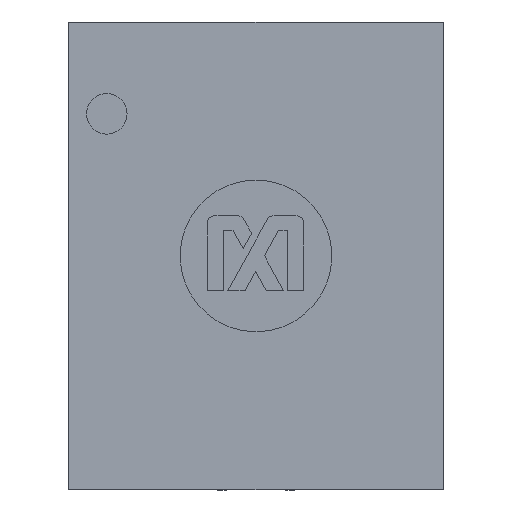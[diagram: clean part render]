
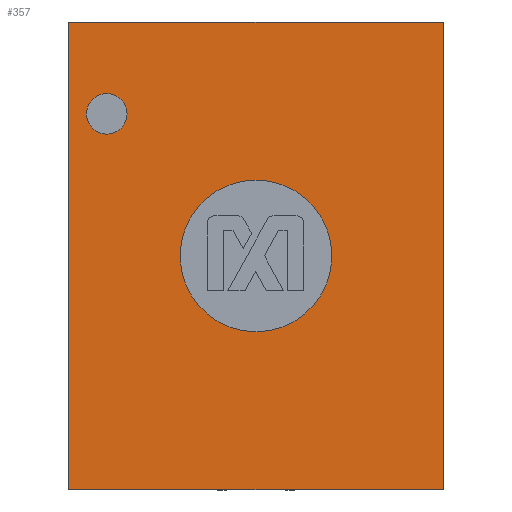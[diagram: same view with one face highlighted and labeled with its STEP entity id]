
A CAD part, top view. The second image highlights one B-rep face of the part: STEP entity #357.
In plain terms, the highlighted planar face has unit normal (0, 0, 1).
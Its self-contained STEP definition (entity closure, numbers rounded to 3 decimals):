
#34 = LINE ( 'NONE', #3014, #4517 ) ;
#46 = FACE_BOUND ( 'NONE', #1663, .T. ) ;
#83 = CARTESIAN_POINT ( 'NONE',  ( -1., 1.25, 0.6 ) ) ;
#249 = AXIS2_PLACEMENT_3D ( 'NONE', #2875, #2465, #4227 ) ;
#271 = DIRECTION ( 'NONE',  ( 0., 0., 1. ) ) ;
#304 = CARTESIAN_POINT ( 'NONE',  ( 1., -1.25, 0.6 ) ) ;
#353 = EDGE_CURVE ( 'NONE', #4159, #3190, #1076, .T. ) ;
#357 = ADVANCED_FACE ( 'NONE', ( #3335, #4080, #46 ), #2270, .T. ) ;
#388 = DIRECTION ( 'NONE',  ( 1., 0., 0. ) ) ;
#538 = AXIS2_PLACEMENT_3D ( 'NONE', #1299, #271, #3866 ) ;
#585 = CARTESIAN_POINT ( 'NONE',  ( 1., 1.25, 0.6 ) ) ;
#612 = EDGE_CURVE ( 'NONE', #1480, #4614, #2007, .T. ) ;
#670 = DIRECTION ( 'NONE',  ( -1., 0., 0. ) ) ;
#719 = EDGE_CURVE ( 'NONE', #3414, #3202, #3227, .T. ) ;
#919 = EDGE_CURVE ( 'NONE', #3757, #2999, #34, .T. ) ;
#929 = ORIENTED_EDGE ( 'NONE', *, *, #612, .F. ) ;
#1076 = CIRCLE ( 'NONE', #1610, 0.405 ) ;
#1082 = AXIS2_PLACEMENT_3D ( 'NONE', #4637, #4277, #4658 ) ;
#1092 = CIRCLE ( 'NONE', #249, 0.109 ) ;
#1158 = CARTESIAN_POINT ( 'NONE',  ( 0., 0., 0.6 ) ) ;
#1299 = CARTESIAN_POINT ( 'NONE',  ( 0., 0., 0.6 ) ) ;
#1335 = ORIENTED_EDGE ( 'NONE', *, *, #3674, .T. ) ;
#1480 = VERTEX_POINT ( 'NONE', #2487 ) ;
#1481 = ORIENTED_EDGE ( 'NONE', *, *, #719, .T. ) ;
#1488 = DIRECTION ( 'NONE',  ( 0., 1., 0. ) ) ;
#1503 = EDGE_CURVE ( 'NONE', #3190, #4159, #1910, .T. ) ;
#1610 = AXIS2_PLACEMENT_3D ( 'NONE', #1158, #2962, #388 ) ;
#1663 = EDGE_LOOP ( 'NONE', ( #3314, #2172 ) ) ;
#1834 = CARTESIAN_POINT ( 'NONE',  ( -0.906, 0.759, 0.6 ) ) ;
#1910 = CIRCLE ( 'NONE', #538, 0.405 ) ;
#2007 = CIRCLE ( 'NONE', #1082, 0.109 ) ;
#2172 = ORIENTED_EDGE ( 'NONE', *, *, #353, .F. ) ;
#2234 = CARTESIAN_POINT ( 'NONE',  ( 0., 0., 0.6 ) ) ;
#2249 = EDGE_LOOP ( 'NONE', ( #1481, #1335, #2345, #2724 ) ) ;
#2264 = CARTESIAN_POINT ( 'NONE',  ( 0.405, 0., 0.6 ) ) ;
#2270 = PLANE ( 'NONE',  #3912 ) ;
#2345 = ORIENTED_EDGE ( 'NONE', *, *, #919, .T. ) ;
#2465 = DIRECTION ( 'NONE',  ( 0., 0., 1. ) ) ;
#2487 = CARTESIAN_POINT ( 'NONE',  ( -0.689, 0.759, 0.6 ) ) ;
#2550 = VECTOR ( 'NONE', #3201, 1000. ) ;
#2722 = EDGE_LOOP ( 'NONE', ( #4537, #929 ) ) ;
#2724 = ORIENTED_EDGE ( 'NONE', *, *, #3740, .T. ) ;
#2776 = CARTESIAN_POINT ( 'NONE',  ( -1., -1.25, 0.6 ) ) ;
#2872 = LINE ( 'NONE', #2776, #4682 ) ;
#2875 = CARTESIAN_POINT ( 'NONE',  ( -0.798, 0.759, 0.6 ) ) ;
#2962 = DIRECTION ( 'NONE',  ( 0., 0., 1. ) ) ;
#2999 = VERTEX_POINT ( 'NONE', #585 ) ;
#3010 = DIRECTION ( 'NONE',  ( 0., 0., 1. ) ) ;
#3014 = CARTESIAN_POINT ( 'NONE',  ( 1., 1.25, 0.6 ) ) ;
#3190 = VERTEX_POINT ( 'NONE', #4179 ) ;
#3201 = DIRECTION ( 'NONE',  ( 0., -1., 0. ) ) ;
#3202 = VERTEX_POINT ( 'NONE', #3850 ) ;
#3227 = LINE ( 'NONE', #3587, #2550 ) ;
#3314 = ORIENTED_EDGE ( 'NONE', *, *, #1503, .F. ) ;
#3335 = FACE_OUTER_BOUND ( 'NONE', #2249, .T. ) ;
#3414 = VERTEX_POINT ( 'NONE', #83 ) ;
#3587 = CARTESIAN_POINT ( 'NONE',  ( -1., 1.25, 0.6 ) ) ;
#3674 = EDGE_CURVE ( 'NONE', #3202, #3757, #2872, .T. ) ;
#3702 = VECTOR ( 'NONE', #670, 1000. ) ;
#3735 = DIRECTION ( 'NONE',  ( 1., 0., 0. ) ) ;
#3740 = EDGE_CURVE ( 'NONE', #2999, #3414, #3890, .T. ) ;
#3757 = VERTEX_POINT ( 'NONE', #304 ) ;
#3850 = CARTESIAN_POINT ( 'NONE',  ( -1., -1.25, 0.6 ) ) ;
#3866 = DIRECTION ( 'NONE',  ( 1., 0., 0. ) ) ;
#3868 = DIRECTION ( 'NONE',  ( 1., 0., 0. ) ) ;
#3890 = LINE ( 'NONE', #4296, #3702 ) ;
#3912 = AXIS2_PLACEMENT_3D ( 'NONE', #2234, #3010, #3735 ) ;
#3972 = EDGE_CURVE ( 'NONE', #4614, #1480, #1092, .T. ) ;
#4080 = FACE_BOUND ( 'NONE', #2722, .T. ) ;
#4159 = VERTEX_POINT ( 'NONE', #2264 ) ;
#4179 = CARTESIAN_POINT ( 'NONE',  ( -0.405, 0., 0.6 ) ) ;
#4227 = DIRECTION ( 'NONE',  ( 1., 0., 0. ) ) ;
#4277 = DIRECTION ( 'NONE',  ( 0., 0., 1. ) ) ;
#4296 = CARTESIAN_POINT ( 'NONE',  ( -1., 1.25, 0.6 ) ) ;
#4517 = VECTOR ( 'NONE', #1488, 1000. ) ;
#4537 = ORIENTED_EDGE ( 'NONE', *, *, #3972, .F. ) ;
#4614 = VERTEX_POINT ( 'NONE', #1834 ) ;
#4637 = CARTESIAN_POINT ( 'NONE',  ( -0.798, 0.759, 0.6 ) ) ;
#4658 = DIRECTION ( 'NONE',  ( 1., 0., 0. ) ) ;
#4682 = VECTOR ( 'NONE', #3868, 1000. ) ;
